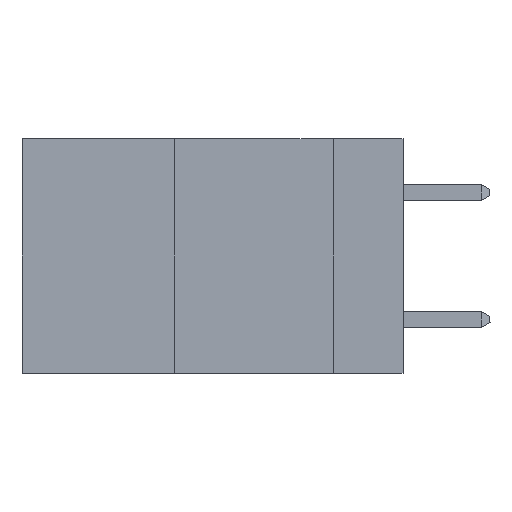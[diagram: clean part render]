
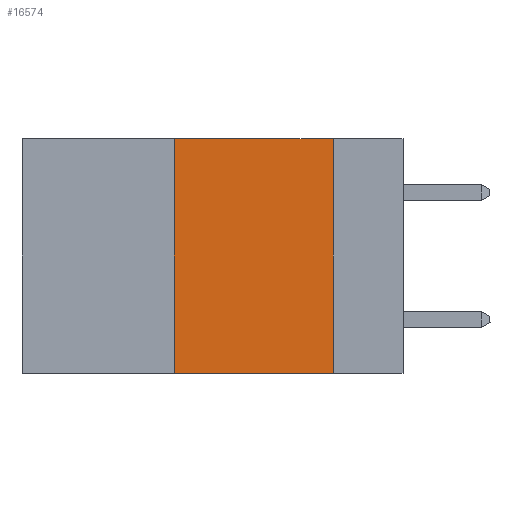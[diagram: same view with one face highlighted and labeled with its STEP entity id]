
A CAD part, left-side view. The second image highlights one B-rep face of the part: STEP entity #16574.
In plain terms, the highlighted planar face has unit normal (-1, 0, 0).
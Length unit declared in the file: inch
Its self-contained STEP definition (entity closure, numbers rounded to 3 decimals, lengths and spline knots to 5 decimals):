
#147 = CARTESIAN_POINT ( 'NONE',  ( 0., 0.36, -0.37 ) ) ;
#448 = DIRECTION ( 'NONE',  ( 0., -1., 0. ) ) ;
#601 = CARTESIAN_POINT ( 'NONE',  ( 0., 0.11, 0. ) ) ;
#2057 = PLANE ( 'NONE',  #6417 ) ;
#2084 = VERTEX_POINT ( 'NONE', #147 ) ;
#2388 = EDGE_LOOP ( 'NONE', ( #12291, #13291, #10545, #8216 ) ) ;
#3059 = LINE ( 'NONE', #12215, #15569 ) ;
#3284 = LINE ( 'NONE', #14603, #7302 ) ;
#3869 = DIRECTION ( 'NONE',  ( 0., 0., -1. ) ) ;
#4481 = CARTESIAN_POINT ( 'NONE',  ( 0., 0.6, 0. ) ) ;
#4985 = CARTESIAN_POINT ( 'NONE',  ( 0., 0.36, 0. ) ) ;
#6181 = DIRECTION ( 'NONE',  ( 0., -1., 0. ) ) ;
#6417 = AXIS2_PLACEMENT_3D ( 'NONE', #8773, #13663, #3869 ) ;
#6626 = DIRECTION ( 'NONE',  ( 0., 0., 1. ) ) ;
#7302 = VECTOR ( 'NONE', #6626, 39.37008 ) ;
#7498 = DIRECTION ( 'NONE',  ( 0., 0., -1. ) ) ;
#8216 = ORIENTED_EDGE ( 'NONE', *, *, #12046, .T. ) ;
#8323 = EDGE_CURVE ( 'NONE', #11740, #17716, #12425, .T. ) ;
#8773 = CARTESIAN_POINT ( 'NONE',  ( 0., 0.6, 0. ) ) ;
#9252 = VECTOR ( 'NONE', #7498, 39.37008 ) ;
#10443 = EDGE_CURVE ( 'NONE', #2084, #11740, #3284, .T. ) ;
#10545 = ORIENTED_EDGE ( 'NONE', *, *, #10443, .F. ) ;
#11740 = VERTEX_POINT ( 'NONE', #4985 ) ;
#12046 = EDGE_CURVE ( 'NONE', #2084, #14397, #3059, .T. ) ;
#12215 = CARTESIAN_POINT ( 'NONE',  ( 0., 0.6, -0.37 ) ) ;
#12291 = ORIENTED_EDGE ( 'NONE', *, *, #13889, .F. ) ;
#12425 = LINE ( 'NONE', #4481, #19480 ) ;
#13291 = ORIENTED_EDGE ( 'NONE', *, *, #8323, .F. ) ;
#13624 = CARTESIAN_POINT ( 'NONE',  ( 0., 0.11, 0. ) ) ;
#13663 = DIRECTION ( 'NONE',  ( 1., 0., 0. ) ) ;
#13889 = EDGE_CURVE ( 'NONE', #17716, #14397, #14051, .T. ) ;
#14051 = LINE ( 'NONE', #601, #9252 ) ;
#14397 = VERTEX_POINT ( 'NONE', #18101 ) ;
#14603 = CARTESIAN_POINT ( 'NONE',  ( 0., 0.36, 0. ) ) ;
#15569 = VECTOR ( 'NONE', #448, 39.37008 ) ;
#16574 = ADVANCED_FACE ( 'NONE', ( #17671 ), #2057, .F. ) ;
#17671 = FACE_OUTER_BOUND ( 'NONE', #2388, .T. ) ;
#17716 = VERTEX_POINT ( 'NONE', #13624 ) ;
#18101 = CARTESIAN_POINT ( 'NONE',  ( 0., 0.11, -0.37 ) ) ;
#19480 = VECTOR ( 'NONE', #6181, 39.37008 ) ;
